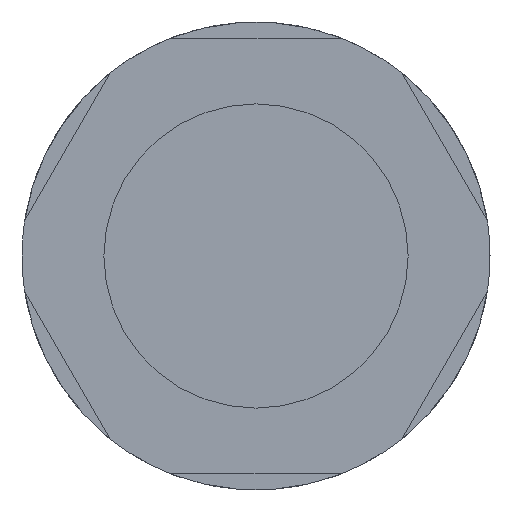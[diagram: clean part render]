
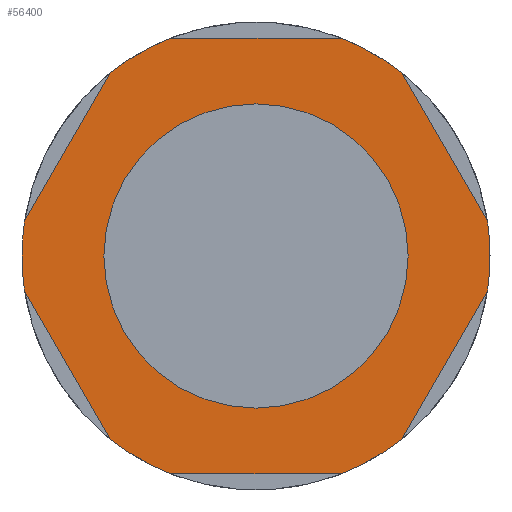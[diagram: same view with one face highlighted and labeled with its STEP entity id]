
A CAD part, front view. The second image highlights one B-rep face of the part: STEP entity #56400.
In plain terms, the highlighted face is planar.
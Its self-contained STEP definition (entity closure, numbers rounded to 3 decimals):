
#49800=CARTESIAN_POINT('',(-4.995,-6.249,
-68.533));
#49810=VERTEX_POINT('',#49800);
#49970=CARTESIAN_POINT('',(-7.909,-1.2,
-68.533));
#49980=VERTEX_POINT('',#49970);
#50010=CARTESIAN_POINT('',(0.,0.,
-68.533));
#50020=DIRECTION('',(0.,0.,-1.));
#50030=DIRECTION('',(-0.5,-0.866,
0.));
#50040=AXIS2_PLACEMENT_3D('',#50010,#50020,#50030);
#50050=CIRCLE('',#50040,8.);
#50060=CARTESIAN_POINT('',(-7.909,1.201,
-68.533));
#50070=VERTEX_POINT('',#50060);
#50080=EDGE_CURVE('',#49980,#50070,#50050,.T.);
#50260=CARTESIAN_POINT('',(-4.994,6.25,
-68.533));
#50270=VERTEX_POINT('',#50260);
#50300=CARTESIAN_POINT('',(-2.915,7.45,
-68.533));
#50310=VERTEX_POINT('',#50300);
#50320=EDGE_CURVE('',#50270,#50310,#50050,.T.);
#50500=CARTESIAN_POINT('',(2.915,7.45,
-68.533));
#50510=VERTEX_POINT('',#50500);
#50540=CARTESIAN_POINT('',(4.,6.928,
-68.533));
#50550=VERTEX_POINT('',#50540);
#50560=EDGE_CURVE('',#50510,#50550,#50050,.T.);
#50690=CARTESIAN_POINT('',(-4.,-6.928,
-68.533));
#50700=VERTEX_POINT('',#50690);
#50730=EDGE_CURVE('',#50700,#49810,#50050,.T.);
#52890=CARTESIAN_POINT('',(4.995,6.249,
-68.533));
#52900=VERTEX_POINT('',#52890);
#52910=EDGE_CURVE('',#50550,#52900,#50050,.T.);
#53090=CARTESIAN_POINT('',(7.909,1.2,
-68.533));
#53100=VERTEX_POINT('',#53090);
#53130=CARTESIAN_POINT('',(7.909,-1.201,
-68.533));
#53140=VERTEX_POINT('',#53130);
#53150=EDGE_CURVE('',#53100,#53140,#50050,.T.);
#53330=CARTESIAN_POINT('',(4.994,-6.25,
-68.533));
#53340=VERTEX_POINT('',#53330);
#53370=CARTESIAN_POINT('',(2.915,-7.45,
-68.533));
#53380=VERTEX_POINT('',#53370);
#53390=EDGE_CURVE('',#53340,#53380,#50050,.T.);
#53620=CARTESIAN_POINT('',(-2.915,-7.45,
-68.533));
#53630=VERTEX_POINT('',#53620);
#53660=EDGE_CURVE('',#53630,#50700,#50050,.T.);
#55700=CARTESIAN_POINT('',(2.154,-1.244,
-68.533));
#55710=DIRECTION('',(0.,0.,-1.));
#55720=DIRECTION('',(-0.5,-0.866,
0.));
#55730=AXIS2_PLACEMENT_3D('',#55700,#55710,#55720);
#55740=PLANE('',#55730);
#55750=ORIENTED_EDGE('',*,*,#53660,.T.);
#55760=CARTESIAN_POINT('',(-4.301,-7.45,
-68.533));
#55770=DIRECTION('',(-1.,0.,
0.));
#55780=VECTOR('',#55770,1.);
#55790=LINE('',#55760,#55780);
#55800=EDGE_CURVE('',#53380,#53630,#55790,.T.);
#55810=ORIENTED_EDGE('',*,*,#55800,.T.);
#55820=ORIENTED_EDGE('',*,*,#53390,.T.);
#55830=CARTESIAN_POINT('',(1.927,-11.562,
-68.533));
#55840=DIRECTION('',(-0.5,-0.866,
0.));
#55850=VECTOR('',#55840,1.);
#55860=LINE('',#55830,#55850);
#55870=EDGE_CURVE('',#53140,#53340,#55860,.T.);
#55880=ORIENTED_EDGE('',*,*,#55870,.T.);
#55890=ORIENTED_EDGE('',*,*,#53150,.T.);
#55900=CARTESIAN_POINT('',(4.301,7.45,
-68.533));
#55910=DIRECTION('',(0.5,-0.866,
0.));
#55920=VECTOR('',#55910,1.);
#55930=LINE('',#55900,#55920);
#55940=EDGE_CURVE('',#52900,#53100,#55930,.T.);
#55950=ORIENTED_EDGE('',*,*,#55940,.T.);
#55960=ORIENTED_EDGE('',*,*,#52910,.T.);
#55970=ORIENTED_EDGE('',*,*,#50560,.T.);
#55980=CARTESIAN_POINT('',(4.301,7.45,
-68.533));
#55990=DIRECTION('',(1.,0.,
0.));
#56000=VECTOR('',#55990,1.);
#56010=LINE('',#55980,#56000);
#56020=EDGE_CURVE('',#50310,#50510,#56010,.T.);
#56030=ORIENTED_EDGE('',*,*,#56020,.T.);
#56040=ORIENTED_EDGE('',*,*,#50320,.T.);
#56050=CARTESIAN_POINT('',(-10.977,-4.112,
-68.533));
#56060=DIRECTION('',(0.5,0.866,
0.));
#56070=VECTOR('',#56060,1.);
#56080=LINE('',#56050,#56070);
#56090=EDGE_CURVE('',#50070,#50270,#56080,.T.);
#56100=ORIENTED_EDGE('',*,*,#56090,.T.);
#56110=ORIENTED_EDGE('',*,*,#50080,.T.);
#56120=CARTESIAN_POINT('',(-4.301,-7.45,
-68.533));
#56130=DIRECTION('',(-0.5,0.866,
0.));
#56140=VECTOR('',#56130,1.);
#56150=LINE('',#56120,#56140);
#56160=EDGE_CURVE('',#49810,#49980,#56150,.T.);
#56170=ORIENTED_EDGE('',*,*,#56160,.T.);
#56180=ORIENTED_EDGE('',*,*,#50730,.T.);
#56190=EDGE_LOOP('',(#56180,#56170,#56110,#56100,#56040,#56030,#55970,
#55960,#55950,#55890,#55880,#55820,#55810,#55750));
#56200=FACE_OUTER_BOUND('',#56190,.T.);
#56210=CARTESIAN_POINT('',(0.,0.,
-68.533));
#56220=DIRECTION('',(0.,0.,-1.));
#56230=DIRECTION('',(0.866,-0.5,
0.));
#56240=AXIS2_PLACEMENT_3D('',#56210,#56220,#56230);
#56250=CIRCLE('',#56240,5.2);
#56260=CARTESIAN_POINT('',(2.6,4.503,
-68.533));
#56270=VERTEX_POINT('',#56260);
#56280=CARTESIAN_POINT('',(4.503,-2.6,
-68.533));
#56290=VERTEX_POINT('',#56280);
#56300=EDGE_CURVE('',#56270,#56290,#56250,.T.);
#56310=ORIENTED_EDGE('',*,*,#56300,.F.);
#56320=CARTESIAN_POINT('',(-4.503,2.6,
-68.533));
#56330=VERTEX_POINT('',#56320);
#56340=EDGE_CURVE('',#56290,#56330,#56250,.T.);
#56350=ORIENTED_EDGE('',*,*,#56340,.F.);
#56360=EDGE_CURVE('',#56330,#56270,#56250,.T.);
#56370=ORIENTED_EDGE('',*,*,#56360,.F.);
#56380=EDGE_LOOP('',(#56370,#56350,#56310));
#56390=FACE_BOUND('',#56380,.T.);
#56400=ADVANCED_FACE('',(#56200,#56390),#55740,.T.);
